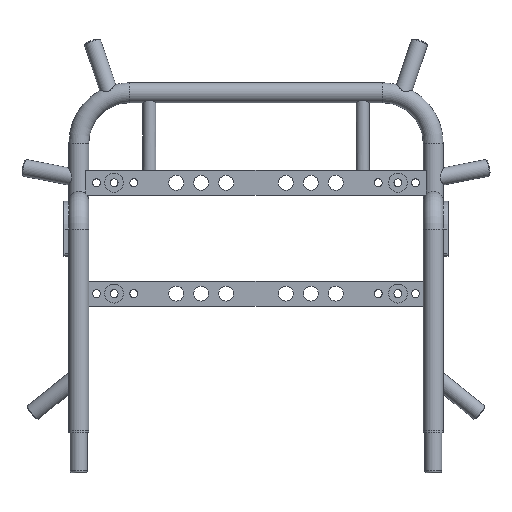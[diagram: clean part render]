
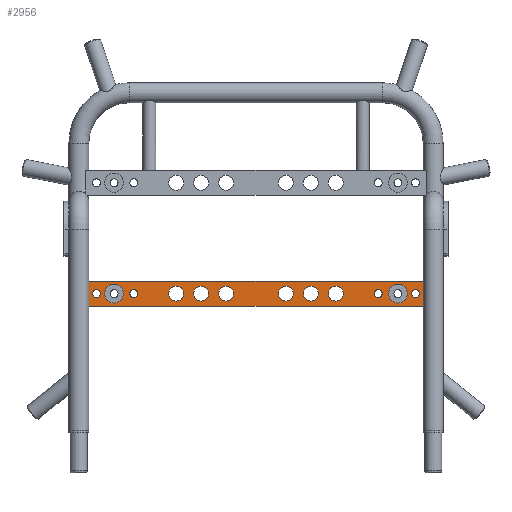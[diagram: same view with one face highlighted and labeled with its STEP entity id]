
A CAD part, top view. The second image highlights one B-rep face of the part: STEP entity #2956.
In plain terms, the highlighted planar face has unit normal (0, 0, 1).
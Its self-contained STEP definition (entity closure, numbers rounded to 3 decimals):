
#223=FACE_BOUND('',#773,.T.);
#224=FACE_BOUND('',#774,.T.);
#225=FACE_BOUND('',#775,.T.);
#226=FACE_BOUND('',#776,.T.);
#227=FACE_BOUND('',#777,.T.);
#228=FACE_BOUND('',#778,.T.);
#229=FACE_BOUND('',#779,.T.);
#230=FACE_BOUND('',#780,.T.);
#231=FACE_BOUND('',#781,.T.);
#232=FACE_BOUND('',#782,.T.);
#233=FACE_BOUND('',#783,.T.);
#234=FACE_BOUND('',#784,.T.);
#288=PLANE('',#3464);
#520=FACE_OUTER_BOUND('',#772,.T.);
#772=EDGE_LOOP('',(#2611,#2612,#2613,#2614));
#773=EDGE_LOOP('',(#2615));
#774=EDGE_LOOP('',(#2616));
#775=EDGE_LOOP('',(#2617));
#776=EDGE_LOOP('',(#2618));
#777=EDGE_LOOP('',(#2619));
#778=EDGE_LOOP('',(#2620));
#779=EDGE_LOOP('',(#2621));
#780=EDGE_LOOP('',(#2622));
#781=EDGE_LOOP('',(#2623));
#782=EDGE_LOOP('',(#2624));
#783=EDGE_LOOP('',(#2625));
#784=EDGE_LOOP('',(#2626));
#911=LINE('',#6405,#1049);
#921=LINE('',#6456,#1059);
#925=LINE('',#6480,#1063);
#926=LINE('',#6481,#1064);
#1049=VECTOR('',#4291,10.);
#1059=VECTOR('',#4341,10.);
#1063=VECTOR('',#4367,10.);
#1064=VECTOR('',#4368,10.);
#1212=CIRCLE('',#3394,7.5);
#1216=CIRCLE('',#3400,7.5);
#1220=CIRCLE('',#3406,7.5);
#1224=CIRCLE('',#3412,4.);
#1228=CIRCLE('',#3418,4.);
#1234=CIRCLE('',#3427,9.5);
#1263=CIRCLE('',#3465,7.5);
#1264=CIRCLE('',#3466,7.5);
#1265=CIRCLE('',#3467,7.5);
#1266=CIRCLE('',#3468,4.);
#1267=CIRCLE('',#3469,4.);
#1268=CIRCLE('',#3470,9.5);
#1465=VERTEX_POINT('',#6319);
#1469=VERTEX_POINT('',#6331);
#1473=VERTEX_POINT('',#6343);
#1477=VERTEX_POINT('',#6355);
#1481=VERTEX_POINT('',#6367);
#1487=VERTEX_POINT('',#6385);
#1493=VERTEX_POINT('',#6401);
#1495=VERTEX_POINT('',#6404);
#1516=VERTEX_POINT('',#6455);
#1525=VERTEX_POINT('',#6479);
#1526=VERTEX_POINT('',#6482);
#1527=VERTEX_POINT('',#6484);
#1528=VERTEX_POINT('',#6486);
#1529=VERTEX_POINT('',#6488);
#1530=VERTEX_POINT('',#6490);
#1531=VERTEX_POINT('',#6492);
#1816=EDGE_CURVE('',#1465,#1465,#1212,.T.);
#1822=EDGE_CURVE('',#1469,#1469,#1216,.T.);
#1828=EDGE_CURVE('',#1473,#1473,#1220,.T.);
#1834=EDGE_CURVE('',#1477,#1477,#1224,.T.);
#1840=EDGE_CURVE('',#1481,#1481,#1228,.T.);
#1849=EDGE_CURVE('',#1487,#1487,#1234,.T.);
#1858=EDGE_CURVE('',#1495,#1493,#911,.T.);
#1884=EDGE_CURVE('',#1495,#1516,#921,.T.);
#1896=EDGE_CURVE('',#1493,#1525,#925,.T.);
#1897=EDGE_CURVE('',#1516,#1525,#926,.T.);
#1898=EDGE_CURVE('',#1526,#1526,#1263,.T.);
#1899=EDGE_CURVE('',#1527,#1527,#1264,.T.);
#1900=EDGE_CURVE('',#1528,#1528,#1265,.T.);
#1901=EDGE_CURVE('',#1529,#1529,#1266,.T.);
#1902=EDGE_CURVE('',#1530,#1530,#1267,.T.);
#1903=EDGE_CURVE('',#1531,#1531,#1268,.T.);
#2611=ORIENTED_EDGE('',*,*,#1896,.T.);
#2612=ORIENTED_EDGE('',*,*,#1897,.F.);
#2613=ORIENTED_EDGE('',*,*,#1884,.F.);
#2614=ORIENTED_EDGE('',*,*,#1858,.T.);
#2615=ORIENTED_EDGE('',*,*,#1849,.F.);
#2616=ORIENTED_EDGE('',*,*,#1840,.F.);
#2617=ORIENTED_EDGE('',*,*,#1834,.F.);
#2618=ORIENTED_EDGE('',*,*,#1828,.F.);
#2619=ORIENTED_EDGE('',*,*,#1822,.F.);
#2620=ORIENTED_EDGE('',*,*,#1816,.F.);
#2621=ORIENTED_EDGE('',*,*,#1898,.T.);
#2622=ORIENTED_EDGE('',*,*,#1899,.T.);
#2623=ORIENTED_EDGE('',*,*,#1900,.T.);
#2624=ORIENTED_EDGE('',*,*,#1901,.T.);
#2625=ORIENTED_EDGE('',*,*,#1902,.T.);
#2626=ORIENTED_EDGE('',*,*,#1903,.T.);
#2956=ADVANCED_FACE('',(#520,#223,#224,#225,#226,#227,#228,#229,#230,#231,
#232,#233,#234),#288,.F.);
#3394=AXIS2_PLACEMENT_3D('',#6320,#4196,#4197);
#3400=AXIS2_PLACEMENT_3D('',#6332,#4210,#4211);
#3406=AXIS2_PLACEMENT_3D('',#6344,#4224,#4225);
#3412=AXIS2_PLACEMENT_3D('',#6356,#4238,#4239);
#3418=AXIS2_PLACEMENT_3D('',#6368,#4252,#4253);
#3427=AXIS2_PLACEMENT_3D('',#6386,#4273,#4274);
#3464=AXIS2_PLACEMENT_3D('',#6478,#4365,#4366);
#3465=AXIS2_PLACEMENT_3D('',#6483,#4369,#4370);
#3466=AXIS2_PLACEMENT_3D('',#6485,#4371,#4372);
#3467=AXIS2_PLACEMENT_3D('',#6487,#4373,#4374);
#3468=AXIS2_PLACEMENT_3D('',#6489,#4375,#4376);
#3469=AXIS2_PLACEMENT_3D('',#6491,#4377,#4378);
#3470=AXIS2_PLACEMENT_3D('',#6493,#4379,#4380);
#4196=DIRECTION('center_axis',(0.,0.,
1.));
#4197=DIRECTION('ref_axis',(-1.,0.,0.));
#4210=DIRECTION('center_axis',(0.,0.,
1.));
#4211=DIRECTION('ref_axis',(-1.,0.,0.));
#4224=DIRECTION('center_axis',(0.,0.,
1.));
#4225=DIRECTION('ref_axis',(-1.,0.,0.));
#4238=DIRECTION('center_axis',(0.,0.,
1.));
#4239=DIRECTION('ref_axis',(-1.,0.,0.));
#4252=DIRECTION('center_axis',(0.,0.,
1.));
#4253=DIRECTION('ref_axis',(-1.,0.,0.));
#4273=DIRECTION('center_axis',(0.,0.,
1.));
#4274=DIRECTION('ref_axis',(-1.,0.,0.));
#4291=DIRECTION('',(0.,-1.,0.));
#4341=DIRECTION('',(1.,0.,0.));
#4365=DIRECTION('center_axis',(0.,0.,-1.));
#4366=DIRECTION('ref_axis',(-1.,0.,0.));
#4367=DIRECTION('',(1.,0.,0.));
#4368=DIRECTION('',(0.,-1.,0.));
#4369=DIRECTION('center_axis',(0.,0.,-1.));
#4370=DIRECTION('ref_axis',(1.,0.,0.));
#4371=DIRECTION('center_axis',(0.,0.,-1.));
#4372=DIRECTION('ref_axis',(1.,0.,0.));
#4373=DIRECTION('center_axis',(0.,0.,-1.));
#4374=DIRECTION('ref_axis',(1.,0.,0.));
#4375=DIRECTION('center_axis',(0.,0.,-1.));
#4376=DIRECTION('ref_axis',(1.,0.,0.));
#4377=DIRECTION('center_axis',(0.,0.,-1.));
#4378=DIRECTION('ref_axis',(1.,0.,0.));
#4379=DIRECTION('center_axis',(0.,0.,-1.));
#4380=DIRECTION('ref_axis',(1.,0.,0.));
#6319=CARTESIAN_POINT('',(-47.5,25.8,7.));
#6320=CARTESIAN_POINT('Origin',(-55.,25.8,7.));
#6331=CARTESIAN_POINT('',(-72.5,25.8,7.));
#6332=CARTESIAN_POINT('Origin',(-80.,25.8,7.));
#6343=CARTESIAN_POINT('',(-22.5,25.8,7.));
#6344=CARTESIAN_POINT('Origin',(-30.,25.8,7.));
#6355=CARTESIAN_POINT('',(-156.,25.8,7.));
#6356=CARTESIAN_POINT('Origin',(-160.,25.8,7.));
#6367=CARTESIAN_POINT('',(-118.5,25.8,7.));
#6368=CARTESIAN_POINT('Origin',(-122.5,25.8,7.));
#6385=CARTESIAN_POINT('',(-132.9,25.8,7.));
#6386=CARTESIAN_POINT('Origin',(-142.4,25.8,7.));
#6401=CARTESIAN_POINT('',(-170.659,13.3,7.));
#6404=CARTESIAN_POINT('',(-170.659,38.3,7.));
#6405=CARTESIAN_POINT('',(-170.659,-312.285,7.));
#6455=CARTESIAN_POINT('',(170.659,38.3,7.));
#6456=CARTESIAN_POINT('',(-177.8,38.3,7.));
#6478=CARTESIAN_POINT('Origin',(0.,0.,7.));
#6479=CARTESIAN_POINT('',(170.659,13.3,7.));
#6480=CARTESIAN_POINT('',(177.8,13.3,7.));
#6481=CARTESIAN_POINT('',(170.659,-312.285,7.));
#6482=CARTESIAN_POINT('',(47.5,25.8,7.));
#6483=CARTESIAN_POINT('Origin',(55.,25.8,7.));
#6484=CARTESIAN_POINT('',(72.5,25.8,7.));
#6485=CARTESIAN_POINT('Origin',(80.,25.8,7.));
#6486=CARTESIAN_POINT('',(22.5,25.8,7.));
#6487=CARTESIAN_POINT('Origin',(30.,25.8,7.));
#6488=CARTESIAN_POINT('',(156.,25.8,7.));
#6489=CARTESIAN_POINT('Origin',(160.,25.8,7.));
#6490=CARTESIAN_POINT('',(118.5,25.8,7.));
#6491=CARTESIAN_POINT('Origin',(122.5,25.8,7.));
#6492=CARTESIAN_POINT('',(132.9,25.8,7.));
#6493=CARTESIAN_POINT('Origin',(142.4,25.8,7.));
